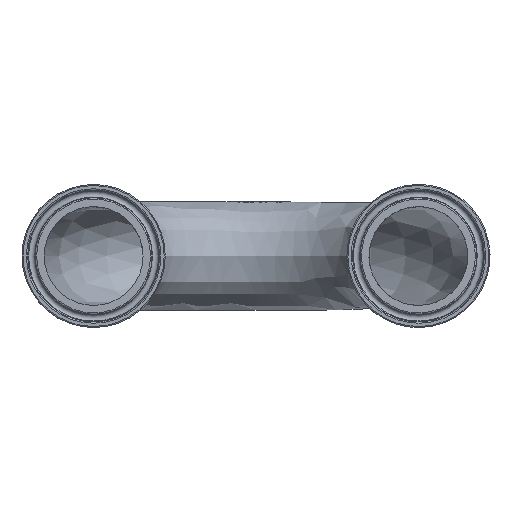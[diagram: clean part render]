
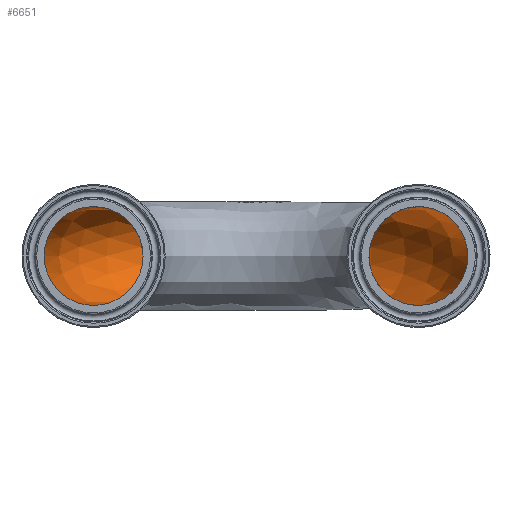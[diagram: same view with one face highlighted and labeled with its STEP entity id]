
A CAD part, left-side view. The second image highlights one B-rep face of the part: STEP entity #6651.
In plain terms, the highlighted free-form (B-spline) face has degree [2, 2] with [9, 5] control points.
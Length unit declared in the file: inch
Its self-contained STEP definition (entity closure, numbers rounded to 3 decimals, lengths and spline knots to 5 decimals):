
#49=CIRCLE('',#6854,0.685);
#50=CIRCLE('',#6855,1.565);
#51=CIRCLE('',#6856,0.685);
#1450=FACE_OUTER_BOUND('',#1850,.T.);
#1850=EDGE_LOOP('',(#5989,#5990,#5991,#5992));
#3090=VERTEX_POINT('',#16437);
#3091=VERTEX_POINT('',#16439);
#4079=EDGE_CURVE('',#3090,#3090,#49,.T.);
#4080=EDGE_CURVE('',#3090,#3091,#50,.T.);
#4081=EDGE_CURVE('',#3091,#3091,#51,.T.);
#5989=ORIENTED_EDGE('',*,*,#4079,.F.);
#5990=ORIENTED_EDGE('',*,*,#4080,.T.);
#5991=ORIENTED_EDGE('',*,*,#4081,.F.);
#5992=ORIENTED_EDGE('',*,*,#4080,.F.);
#6263=(
BOUNDED_SURFACE()
B_SPLINE_SURFACE(2,2,((#16392,#16393,#16394,#16395,#16396),(#16397,#16398,
#16399,#16400,#16401),(#16402,#16403,#16404,#16405,#16406),(#16407,#16408,
#16409,#16410,#16411),(#16412,#16413,#16414,#16415,#16416),(#16417,#16418,
#16419,#16420,#16421),(#16422,#16423,#16424,#16425,#16426),(#16427,#16428,
#16429,#16430,#16431),(#16432,#16433,#16434,#16435,#16436)),
 .UNSPECIFIED.,.T.,.F.,.F.)
B_SPLINE_SURFACE_WITH_KNOTS((3,2,2,2,3),(3,2,3),(-3.14159,-1.5708,
0.,1.5708,3.14159),(0.,1.5708,3.14159),
 .UNSPECIFIED.)
GEOMETRIC_REPRESENTATION_ITEM()
RATIONAL_B_SPLINE_SURFACE(((1.,0.707,1.,0.707,1.),
(0.707,0.5,0.707,0.5,
0.707),(1.,0.707,1.,0.707,1.),(0.707,
0.5,0.707,0.5,0.707),
(1.,0.707,1.,0.707,1.),(0.707,0.5,
0.707,0.5,0.707),(1.,0.707,
1.,0.707,1.),(0.707,0.5,0.707,
0.5,0.707),(1.,0.707,1.,0.707,
1.)))
REPRESENTATION_ITEM('')
SURFACE()
);
#6651=ADVANCED_FACE('',(#1450),#6263,.F.);
#6854=AXIS2_PLACEMENT_3D('',#16438,#7587,#7588);
#6855=AXIS2_PLACEMENT_3D('',#16440,#7589,#7590);
#6856=AXIS2_PLACEMENT_3D('',#16441,#7591,#7592);
#7587=DIRECTION('center_axis',(1.,0.,0.));
#7588=DIRECTION('ref_axis',(0.,1.,0.));
#7589=DIRECTION('center_axis',(0.,0.,
-1.));
#7590=DIRECTION('ref_axis',(0.,1.,0.));
#7591=DIRECTION('center_axis',(1.,0.,0.));
#7592=DIRECTION('ref_axis',(0.,-1.,0.));
#16392=CARTESIAN_POINT('Ctrl Pts',(0.5,1.565,0.));
#16393=CARTESIAN_POINT('Ctrl Pts',(2.065,1.565,0.));
#16394=CARTESIAN_POINT('Ctrl Pts',(2.065,0.,
0.));
#16395=CARTESIAN_POINT('Ctrl Pts',(2.065,-1.565,0.));
#16396=CARTESIAN_POINT('Ctrl Pts',(0.5,-1.565,0.));
#16397=CARTESIAN_POINT('Ctrl Pts',(0.5,1.565,-0.685));
#16398=CARTESIAN_POINT('Ctrl Pts',(2.065,1.565,-0.685));
#16399=CARTESIAN_POINT('Ctrl Pts',(2.065,0.,
-0.685));
#16400=CARTESIAN_POINT('Ctrl Pts',(2.065,-1.565,-0.685));
#16401=CARTESIAN_POINT('Ctrl Pts',(0.5,-1.565,-0.685));
#16402=CARTESIAN_POINT('Ctrl Pts',(0.5,2.25,-0.685));
#16403=CARTESIAN_POINT('Ctrl Pts',(2.75,2.25,-0.685));
#16404=CARTESIAN_POINT('Ctrl Pts',(2.75,0.,
-0.685));
#16405=CARTESIAN_POINT('Ctrl Pts',(2.75,-2.25,-0.685));
#16406=CARTESIAN_POINT('Ctrl Pts',(0.5,-2.25,-0.685));
#16407=CARTESIAN_POINT('Ctrl Pts',(0.5,2.935,-0.685));
#16408=CARTESIAN_POINT('Ctrl Pts',(3.435,2.935,-0.685));
#16409=CARTESIAN_POINT('Ctrl Pts',(3.435,0.,
-0.685));
#16410=CARTESIAN_POINT('Ctrl Pts',(3.435,-2.935,-0.685));
#16411=CARTESIAN_POINT('Ctrl Pts',(0.5,-2.935,-0.685));
#16412=CARTESIAN_POINT('Ctrl Pts',(0.5,2.935,0.));
#16413=CARTESIAN_POINT('Ctrl Pts',(3.435,2.935,0.));
#16414=CARTESIAN_POINT('Ctrl Pts',(3.435,0.,
0.));
#16415=CARTESIAN_POINT('Ctrl Pts',(3.435,-2.935,0.));
#16416=CARTESIAN_POINT('Ctrl Pts',(0.5,-2.935,0.));
#16417=CARTESIAN_POINT('Ctrl Pts',(0.5,2.935,0.685));
#16418=CARTESIAN_POINT('Ctrl Pts',(3.435,2.935,0.685));
#16419=CARTESIAN_POINT('Ctrl Pts',(3.435,0.,
0.685));
#16420=CARTESIAN_POINT('Ctrl Pts',(3.435,-2.935,0.685));
#16421=CARTESIAN_POINT('Ctrl Pts',(0.5,-2.935,0.685));
#16422=CARTESIAN_POINT('Ctrl Pts',(0.5,2.25,0.685));
#16423=CARTESIAN_POINT('Ctrl Pts',(2.75,2.25,0.685));
#16424=CARTESIAN_POINT('Ctrl Pts',(2.75,0.,
0.685));
#16425=CARTESIAN_POINT('Ctrl Pts',(2.75,-2.25,0.685));
#16426=CARTESIAN_POINT('Ctrl Pts',(0.5,-2.25,0.685));
#16427=CARTESIAN_POINT('Ctrl Pts',(0.5,1.565,0.685));
#16428=CARTESIAN_POINT('Ctrl Pts',(2.065,1.565,0.685));
#16429=CARTESIAN_POINT('Ctrl Pts',(2.065,0.,
0.685));
#16430=CARTESIAN_POINT('Ctrl Pts',(2.065,-1.565,0.685));
#16431=CARTESIAN_POINT('Ctrl Pts',(0.5,-1.565,0.685));
#16432=CARTESIAN_POINT('Ctrl Pts',(0.5,1.565,0.));
#16433=CARTESIAN_POINT('Ctrl Pts',(2.065,1.565,0.));
#16434=CARTESIAN_POINT('Ctrl Pts',(2.065,0.,
0.));
#16435=CARTESIAN_POINT('Ctrl Pts',(2.065,-1.565,0.));
#16436=CARTESIAN_POINT('Ctrl Pts',(0.5,-1.565,0.));
#16437=CARTESIAN_POINT('',(0.5,1.565,0.));
#16438=CARTESIAN_POINT('Origin',(0.5,2.25,0.));
#16439=CARTESIAN_POINT('',(0.5,-1.565,0.));
#16440=CARTESIAN_POINT('Origin',(0.5,0.,
0.));
#16441=CARTESIAN_POINT('Origin',(0.5,-2.25,0.));
